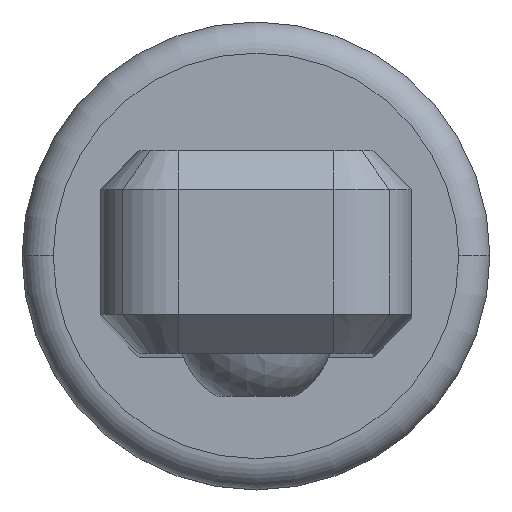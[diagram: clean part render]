
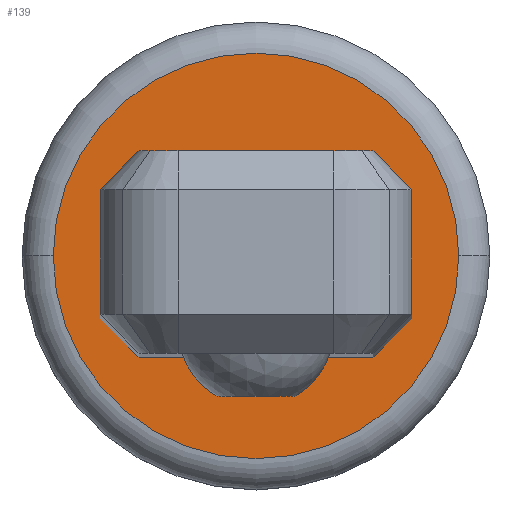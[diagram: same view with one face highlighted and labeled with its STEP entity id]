
A CAD part, top view. The second image highlights one B-rep face of the part: STEP entity #139.
In plain terms, the highlighted planar face has unit normal (0, 0, 1).
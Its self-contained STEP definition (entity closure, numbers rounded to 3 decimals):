
#139=ADVANCED_FACE('',(#311),#312,.T.);
#311=FACE_OUTER_BOUND('',#541,.T.);
#312=PLANE('',#542);
#541=EDGE_LOOP('',(#786,#787));
#542=AXIS2_PLACEMENT_3D('',#788,#789,#790);
#786=ORIENTED_EDGE('',*,*,#1291,.F.);
#787=ORIENTED_EDGE('',*,*,#1305,.F.);
#788=CARTESIAN_POINT('',(0.,0.0,27.0));
#789=DIRECTION('',(0.0,0.0,1.0));
#790=DIRECTION('',(1.0,0.0,0.0));
#1291=EDGE_CURVE('',#1515,#1517,#1518,.T.);
#1305=EDGE_CURVE('',#1517,#1515,#1540,.T.);
#1515=VERTEX_POINT('',#1818);
#1517=VERTEX_POINT('',#1820);
#1518=CIRCLE('',#1821,13.0);
#1540=CIRCLE('',#1847,13.0);
#1818=CARTESIAN_POINT('',(13.0,0.,27.0));
#1820=CARTESIAN_POINT('',(-13.0,0.,27.0));
#1821=AXIS2_PLACEMENT_3D('',#2203,#2204,#2205);
#1847=AXIS2_PLACEMENT_3D('',#2228,#2229,#2230);
#2203=CARTESIAN_POINT('',(0.,0.0,27.0));
#2204=DIRECTION('',(-0.0,0.0,-1.0));
#2205=DIRECTION('',(-1.0,0.,0.0));
#2228=CARTESIAN_POINT('',(0.,0.0,27.0));
#2229=DIRECTION('',(-0.0,0.0,-1.0));
#2230=DIRECTION('',(-1.0,0.,0.0));
